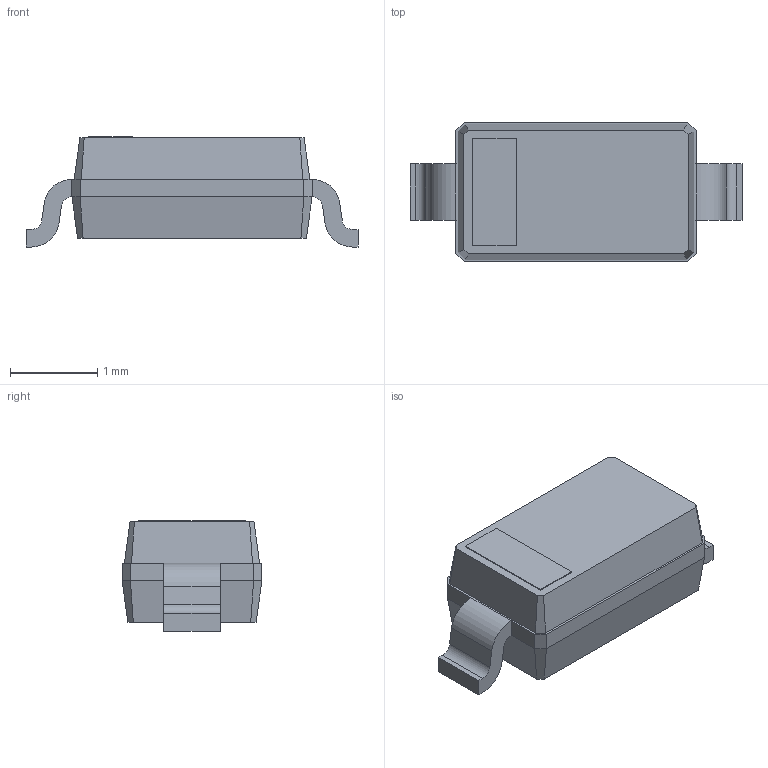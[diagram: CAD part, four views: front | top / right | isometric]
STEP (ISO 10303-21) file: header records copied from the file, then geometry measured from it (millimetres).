
FILE_DESCRIPTION(/* description */ ('model of D_SOD-123'),/* implementation_level */ '2;1');
FILE_NAME(/* name */ 'D_SOD-123.step',/* time_stamp */ '1970-01-01T00:00:00',/* author */ ('KiCAD','kicad'),/* organization */ ('OCCT'),/* preprocessor_version */ '',/* originating_system */ 'KiCAD',/* authorisation */ '');
FILE_SCHEMA(('AUTOMOTIVE_DESIGN { 1 0 10303 214 1 1 1 1 }'));
Length unit declared in the file: millimetre
Products named in the file (1): D_SOD-123
Bounding box: 3.8 x 1.6 x 1.26 mm (x, y, z)
Volume: 4.9 mm3; surface area: 20.3 mm2
Topology: 1 solids, 1 shells, 59 faces, 148 edges, 92 vertices
Faces by surface type: plane 35, bspline 16, cylinder 8
Entity records: 1198 total; most frequent: ORIENTED_EDGE 254, EDGE_CURVE 148, CARTESIAN_POINT 118, LINE 100, VERTEX_POINT 92, FACE_BOUND 60, EDGE_LOOP 60, ADVANCED_FACE 59
